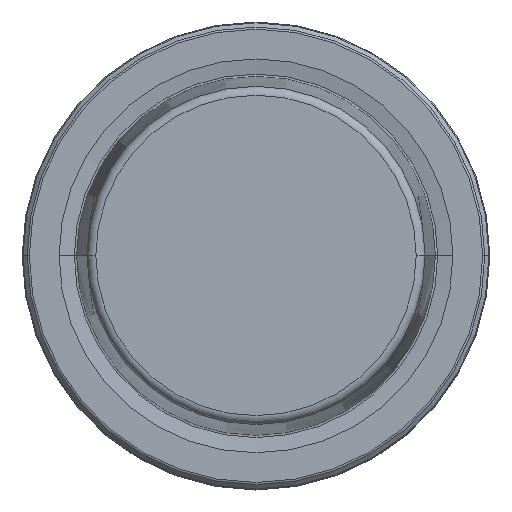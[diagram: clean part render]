
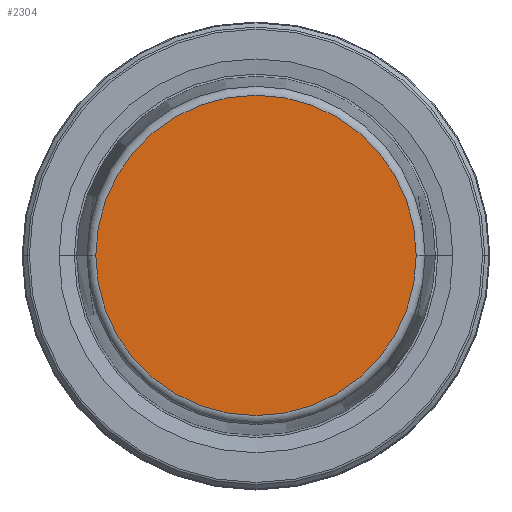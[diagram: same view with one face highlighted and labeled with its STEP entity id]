
A CAD part, top view. The second image highlights one B-rep face of the part: STEP entity #2304.
In plain terms, the highlighted planar face has unit normal (0, 0, 1).
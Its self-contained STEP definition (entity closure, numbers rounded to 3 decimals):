
#191 = AXIS2_PLACEMENT_3D ( 'NONE', #615, #1882, #391 ) ;
#391 = DIRECTION ( 'NONE',  ( 1., 0., 0. ) ) ;
#459 = CARTESIAN_POINT ( 'NONE',  ( 0., 0., 31.9 ) ) ;
#540 = CARTESIAN_POINT ( 'NONE',  ( 21.581, 0., 31.9 ) ) ;
#573 = DIRECTION ( 'NONE',  ( 1., 0., 0. ) ) ;
#575 = ORIENTED_EDGE ( 'NONE', *, *, #776, .T. ) ;
#615 = CARTESIAN_POINT ( 'NONE',  ( 0., 0., 31.9 ) ) ;
#647 = EDGE_CURVE ( 'NONE', #2421, #2573, #1400, .T. ) ;
#776 = EDGE_CURVE ( 'NONE', #2573, #2421, #2233, .T. ) ;
#778 = CARTESIAN_POINT ( 'NONE',  ( 0., 0., 31.9 ) ) ;
#858 = FACE_OUTER_BOUND ( 'NONE', #1723, .T. ) ;
#867 = DIRECTION ( 'NONE',  ( 0., 0., -1. ) ) ;
#1016 = ORIENTED_EDGE ( 'NONE', *, *, #647, .T. ) ;
#1094 = DIRECTION ( 'NONE',  ( -1., 0., 0. ) ) ;
#1400 = CIRCLE ( 'NONE', #191, 21.581 ) ;
#1420 = AXIS2_PLACEMENT_3D ( 'NONE', #459, #867, #1094 ) ;
#1723 = EDGE_LOOP ( 'NONE', ( #1016, #575 ) ) ;
#1775 = CARTESIAN_POINT ( 'NONE',  ( -21.581, 0., 31.9 ) ) ;
#1882 = DIRECTION ( 'NONE',  ( 0., 0., 1. ) ) ;
#2065 = DIRECTION ( 'NONE',  ( 0., 0., 1. ) ) ;
#2098 = AXIS2_PLACEMENT_3D ( 'NONE', #778, #2065, #573 ) ;
#2174 = PLANE ( 'NONE',  #1420 ) ;
#2233 = CIRCLE ( 'NONE', #2098, 21.581 ) ;
#2304 = ADVANCED_FACE ( 'NONE', ( #858 ), #2174, .F. ) ;
#2421 = VERTEX_POINT ( 'NONE', #540 ) ;
#2573 = VERTEX_POINT ( 'NONE', #1775 ) ;
